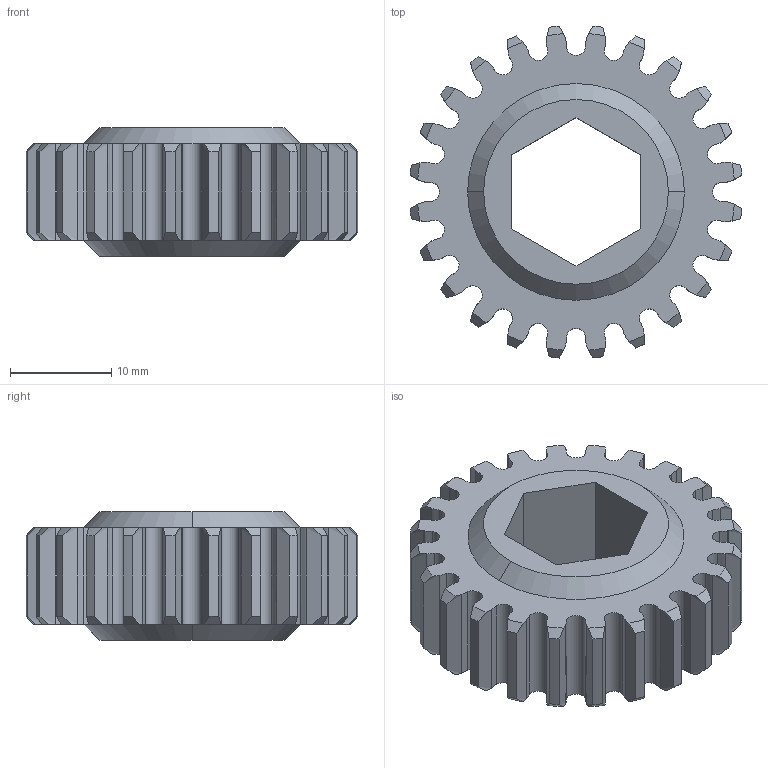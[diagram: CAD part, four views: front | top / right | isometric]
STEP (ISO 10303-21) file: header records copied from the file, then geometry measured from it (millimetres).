
FILE_DESCRIPTION (( 'STEP AP203' ), '1' );
FILE_NAME ('REV-21-1923.STEP', '2022-04-11T16:42:01', ( '' ), ( '' ), 'SwSTEP 2.0', 'SolidWorks 2022', '' );
FILE_SCHEMA (( 'CONFIG_CONTROL_DESIGN' ));
Length unit declared in the file: millimetre
Products named in the file (1): REV-21-1923
Bounding box: 32.85 x 32.85 x 12.7 mm (x, y, z)
Volume: 5914.2 mm3; surface area: 3608.1 mm2
Topology: 1 solids, 1 shells, 268 faces, 795 edges, 530 vertices
Faces by surface type: bspline 96, plane 61, cylinder 59, cone 52
Entity records: 11630 total; most frequent: CARTESIAN_POINT 5056, ORIENTED_EDGE 1590, DIRECTION 1027, EDGE_CURVE 795, VERTEX_POINT 530, AXIS2_PLACEMENT_3D 349, LINE 329, VECTOR 329
